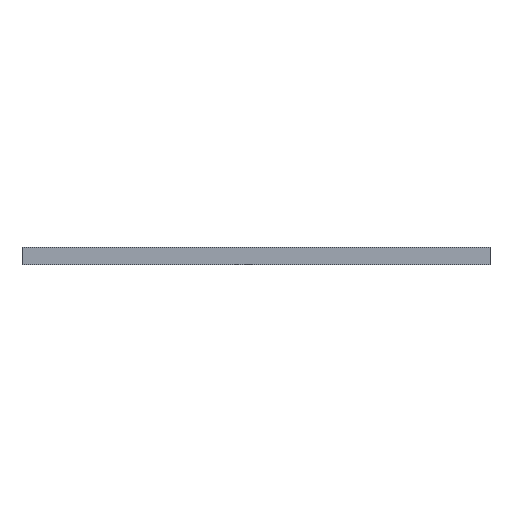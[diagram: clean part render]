
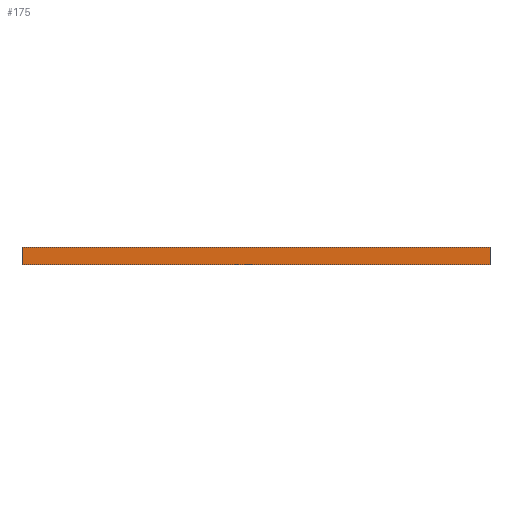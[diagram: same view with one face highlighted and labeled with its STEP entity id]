
A CAD part, front view. The second image highlights one B-rep face of the part: STEP entity #175.
In plain terms, the highlighted planar face has unit normal (0, -1, 0).
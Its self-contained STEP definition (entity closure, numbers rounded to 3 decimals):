
#23 = EDGE_CURVE ( 'NONE', #974, #557, #1378, .T. ) ;
#28 = DIRECTION ( 'NONE',  ( 0., 0., 1. ) ) ;
#39 = DIRECTION ( 'NONE',  ( 0., 0., -1. ) ) ;
#81 = EDGE_CURVE ( 'NONE', #974, #1344, #358, .T. ) ;
#84 = CARTESIAN_POINT ( 'NONE',  ( 55., 0., 0. ) ) ;
#162 = ORIENTED_EDGE ( 'NONE', *, *, #696, .T. ) ;
#175 = ADVANCED_FACE ( 'NONE', ( #645 ), #1325, .F. ) ;
#185 = EDGE_LOOP ( 'NONE', ( #162, #1125, #1213, #1111 ) ) ;
#204 = EDGE_CURVE ( 'NONE', #557, #491, #566, .T. ) ;
#232 = CARTESIAN_POINT ( 'NONE',  ( -55., 0., 0. ) ) ;
#251 = VECTOR ( 'NONE', #1315, 1000. ) ;
#358 = LINE ( 'NONE', #870, #453 ) ;
#377 = AXIS2_PLACEMENT_3D ( 'NONE', #884, #1307, #28 ) ;
#421 = VECTOR ( 'NONE', #39, 1000. ) ;
#453 = VECTOR ( 'NONE', #1089, 1000. ) ;
#491 = VERTEX_POINT ( 'NONE', #84 ) ;
#502 = VECTOR ( 'NONE', #840, 1000. ) ;
#551 = LINE ( 'NONE', #232, #251 ) ;
#557 = VERTEX_POINT ( 'NONE', #1384 ) ;
#564 = CARTESIAN_POINT ( 'NONE',  ( -55., 0., 0. ) ) ;
#566 = LINE ( 'NONE', #1130, #421 ) ;
#645 = FACE_OUTER_BOUND ( 'NONE', #185, .T. ) ;
#696 = EDGE_CURVE ( 'NONE', #1344, #491, #551, .T. ) ;
#728 = CARTESIAN_POINT ( 'NONE',  ( -55., 0., 4. ) ) ;
#840 = DIRECTION ( 'NONE',  ( 1., 0., 0. ) ) ;
#870 = CARTESIAN_POINT ( 'NONE',  ( -55., 0., 4. ) ) ;
#884 = CARTESIAN_POINT ( 'NONE',  ( -55., 0., 4. ) ) ;
#974 = VERTEX_POINT ( 'NONE', #728 ) ;
#1060 = CARTESIAN_POINT ( 'NONE',  ( -55., 0., 4. ) ) ;
#1089 = DIRECTION ( 'NONE',  ( 0., 0., -1. ) ) ;
#1111 = ORIENTED_EDGE ( 'NONE', *, *, #81, .T. ) ;
#1125 = ORIENTED_EDGE ( 'NONE', *, *, #204, .F. ) ;
#1130 = CARTESIAN_POINT ( 'NONE',  ( 55., 0., 4. ) ) ;
#1213 = ORIENTED_EDGE ( 'NONE', *, *, #23, .F. ) ;
#1307 = DIRECTION ( 'NONE',  ( 0., 1., 0. ) ) ;
#1315 = DIRECTION ( 'NONE',  ( 1., 0., 0. ) ) ;
#1325 = PLANE ( 'NONE',  #377 ) ;
#1344 = VERTEX_POINT ( 'NONE', #564 ) ;
#1378 = LINE ( 'NONE', #1060, #502 ) ;
#1384 = CARTESIAN_POINT ( 'NONE',  ( 55., 0., 4. ) ) ;
